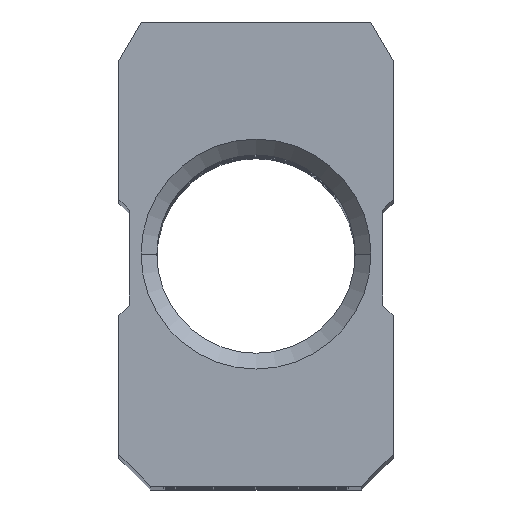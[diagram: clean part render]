
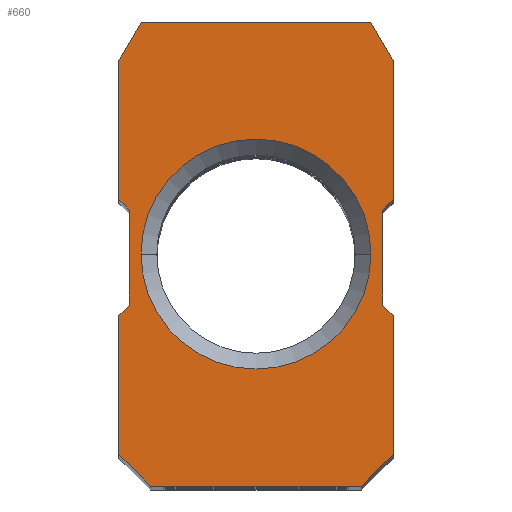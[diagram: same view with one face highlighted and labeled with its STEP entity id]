
A CAD part, top view. The second image highlights one B-rep face of the part: STEP entity #660.
In plain terms, the highlighted planar face has unit normal (0, 0, 1).
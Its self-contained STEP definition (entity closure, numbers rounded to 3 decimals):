
#4 = FACE_BOUND ( 'NONE', #1886, .T. ) ;
#9 = LINE ( 'NONE', #3066, #94 ) ;
#21 = EDGE_CURVE ( 'NONE', #729, #3073, #1179, .T. ) ;
#23 = VERTEX_POINT ( 'NONE', #1407 ) ;
#58 = CARTESIAN_POINT ( 'NONE',  ( -13., 40.326, 0. ) ) ;
#94 = VECTOR ( 'NONE', #567, 1000. ) ;
#108 = CARTESIAN_POINT ( 'NONE',  ( -12., 17.163, 0. ) ) ;
#115 = ORIENTED_EDGE ( 'NONE', *, *, #1655, .T. ) ;
#161 = VECTOR ( 'NONE', #1549, 1000. ) ;
#225 = CARTESIAN_POINT ( 'NONE',  ( -13., 44., 0. ) ) ;
#271 = ORIENTED_EDGE ( 'NONE', *, *, #3018, .T. ) ;
#277 = VERTEX_POINT ( 'NONE', #58 ) ;
#278 = EDGE_CURVE ( 'NONE', #277, #1580, #9, .T. ) ;
#328 = VECTOR ( 'NONE', #1383, 1000. ) ;
#369 = CARTESIAN_POINT ( 'NONE',  ( 13., 16.163, 0. ) ) ;
#387 = LINE ( 'NONE', #2370, #2271 ) ;
#399 = AXIS2_PLACEMENT_3D ( 'NONE', #3138, #407, #691 ) ;
#407 = DIRECTION ( 'NONE',  ( 0., 0., 1. ) ) ;
#415 = CARTESIAN_POINT ( 'NONE',  ( 0., 22., 0. ) ) ;
#416 = EDGE_CURVE ( 'NONE', #1950, #277, #2322, .T. ) ;
#420 = VERTEX_POINT ( 'NONE', #952 ) ;
#433 = LINE ( 'NONE', #2764, #1613 ) ;
#493 = DIRECTION ( 'NONE',  ( 0., -1., 0. ) ) ;
#546 = CARTESIAN_POINT ( 'NONE',  ( 12., 26.163, 0. ) ) ;
#551 = CARTESIAN_POINT ( 'NONE',  ( 12., 26.163, 0. ) ) ;
#565 = VERTEX_POINT ( 'NONE', #1543 ) ;
#567 = DIRECTION ( 'NONE',  ( 0., -1., 0. ) ) ;
#602 = ORIENTED_EDGE ( 'NONE', *, *, #2401, .F. ) ;
#618 = VECTOR ( 'NONE', #1123, 1000. ) ;
#644 = CARTESIAN_POINT ( 'NONE',  ( -10., 0., 0. ) ) ;
#655 = VERTEX_POINT ( 'NONE', #3108 ) ;
#660 = ADVANCED_FACE ( 'NONE', ( #4, #906 ), #1937, .T. ) ;
#691 = DIRECTION ( 'NONE',  ( 1., 0., 0. ) ) ;
#720 = CARTESIAN_POINT ( 'NONE',  ( 10.9, 22., 0. ) ) ;
#729 = VERTEX_POINT ( 'NONE', #1252 ) ;
#809 = DIRECTION ( 'NONE',  ( 1., 0., 0. ) ) ;
#846 = DIRECTION ( 'NONE',  ( -0.707, 0.707, 0. ) ) ;
#859 = CARTESIAN_POINT ( 'NONE',  ( -13., 27.163, 0. ) ) ;
#870 = VECTOR ( 'NONE', #1023, 1000. ) ;
#906 = FACE_OUTER_BOUND ( 'NONE', #2486, .T. ) ;
#909 = ORIENTED_EDGE ( 'NONE', *, *, #1898, .T. ) ;
#920 = EDGE_CURVE ( 'NONE', #1864, #729, #2073, .T. ) ;
#952 = CARTESIAN_POINT ( 'NONE',  ( -13., 3., 0. ) ) ;
#1023 = DIRECTION ( 'NONE',  ( -0.5, 0.866, 0. ) ) ;
#1090 = EDGE_CURVE ( 'NONE', #2944, #565, #1129, .T. ) ;
#1123 = DIRECTION ( 'NONE',  ( 0., -1., 0. ) ) ;
#1129 = CIRCLE ( 'NONE', #1189, 10.9 ) ;
#1154 = CARTESIAN_POINT ( 'NONE',  ( 13., 27.163, 0. ) ) ;
#1161 = DIRECTION ( 'NONE',  ( 0.707, 0.707, 0. ) ) ;
#1179 = LINE ( 'NONE', #2891, #2743 ) ;
#1189 = AXIS2_PLACEMENT_3D ( 'NONE', #415, #2139, #1372 ) ;
#1232 = LINE ( 'NONE', #3086, #618 ) ;
#1252 = CARTESIAN_POINT ( 'NONE',  ( 12., 17.163, 0. ) ) ;
#1281 = VERTEX_POINT ( 'NONE', #644 ) ;
#1286 = VECTOR ( 'NONE', #1568, 1000. ) ;
#1289 = LINE ( 'NONE', #2624, #870 ) ;
#1315 = ORIENTED_EDGE ( 'NONE', *, *, #1346, .T. ) ;
#1343 = LINE ( 'NONE', #1914, #1743 ) ;
#1346 = EDGE_CURVE ( 'NONE', #2451, #23, #1289, .T. ) ;
#1357 = CARTESIAN_POINT ( 'NONE',  ( 13., 40.326, 0. ) ) ;
#1372 = DIRECTION ( 'NONE',  ( 1., 0., 0. ) ) ;
#1383 = DIRECTION ( 'NONE',  ( 0., 1., 0. ) ) ;
#1389 = VERTEX_POINT ( 'NONE', #2240 ) ;
#1407 = CARTESIAN_POINT ( 'NONE',  ( 10.879, 44., 0. ) ) ;
#1411 = DIRECTION ( 'NONE',  ( 0.707, -0.707, 0. ) ) ;
#1433 = ORIENTED_EDGE ( 'NONE', *, *, #21, .F. ) ;
#1455 = EDGE_CURVE ( 'NONE', #2451, #3209, #3028, .T. ) ;
#1482 = DIRECTION ( 'NONE',  ( 0., 0., -1. ) ) ;
#1543 = CARTESIAN_POINT ( 'NONE',  ( -10.9, 22., 0. ) ) ;
#1549 = DIRECTION ( 'NONE',  ( 0., -1., 0. ) ) ;
#1557 = ORIENTED_EDGE ( 'NONE', *, *, #2970, .T. ) ;
#1568 = DIRECTION ( 'NONE',  ( 0., -1., 0. ) ) ;
#1580 = VERTEX_POINT ( 'NONE', #859 ) ;
#1581 = VECTOR ( 'NONE', #3163, 1000. ) ;
#1607 = ORIENTED_EDGE ( 'NONE', *, *, #2868, .F. ) ;
#1613 = VECTOR ( 'NONE', #3016, 1000. ) ;
#1624 = CARTESIAN_POINT ( 'NONE',  ( -21.419, 35.581, 0. ) ) ;
#1630 = ORIENTED_EDGE ( 'NONE', *, *, #3191, .F. ) ;
#1640 = LINE ( 'NONE', #3041, #1840 ) ;
#1655 = EDGE_CURVE ( 'NONE', #420, #1281, #387, .T. ) ;
#1714 = EDGE_CURVE ( 'NONE', #565, #2944, #2381, .T. ) ;
#1743 = VECTOR ( 'NONE', #2123, 1000. ) ;
#1755 = CARTESIAN_POINT ( 'NONE',  ( -10.879, 44., 0. ) ) ;
#1758 = ORIENTED_EDGE ( 'NONE', *, *, #416, .T. ) ;
#1796 = CARTESIAN_POINT ( 'NONE',  ( -12., 26.163, 0. ) ) ;
#1840 = VECTOR ( 'NONE', #809, 1000. ) ;
#1846 = ORIENTED_EDGE ( 'NONE', *, *, #278, .T. ) ;
#1864 = VERTEX_POINT ( 'NONE', #546 ) ;
#1886 = EDGE_LOOP ( 'NONE', ( #2362, #2175 ) ) ;
#1898 = EDGE_CURVE ( 'NONE', #1281, #1389, #1640, .T. ) ;
#1914 = CARTESIAN_POINT ( 'NONE',  ( 8.419, 22.581, 0. ) ) ;
#1937 = PLANE ( 'NONE',  #399 ) ;
#1950 = VERTEX_POINT ( 'NONE', #1755 ) ;
#2047 = CARTESIAN_POINT ( 'NONE',  ( -13., 16.163, 0. ) ) ;
#2073 = LINE ( 'NONE', #551, #161 ) ;
#2079 = CARTESIAN_POINT ( 'NONE',  ( -13., 44., 0. ) ) ;
#2117 = AXIS2_PLACEMENT_3D ( 'NONE', #2250, #1482, #2515 ) ;
#2123 = DIRECTION ( 'NONE',  ( -0.707, -0.707, 0. ) ) ;
#2139 = DIRECTION ( 'NONE',  ( 0., 0., -1. ) ) ;
#2144 = LINE ( 'NONE', #1624, #2988 ) ;
#2151 = LINE ( 'NONE', #225, #3105 ) ;
#2159 = CARTESIAN_POINT ( 'NONE',  ( 0.919, 30.081, 0. ) ) ;
#2168 = EDGE_CURVE ( 'NONE', #2619, #1580, #2144, .T. ) ;
#2175 = ORIENTED_EDGE ( 'NONE', *, *, #1714, .T. ) ;
#2240 = CARTESIAN_POINT ( 'NONE',  ( 10., 0., 0. ) ) ;
#2250 = CARTESIAN_POINT ( 'NONE',  ( 0., 22., 0. ) ) ;
#2271 = VECTOR ( 'NONE', #1411, 1000. ) ;
#2322 = LINE ( 'NONE', #2964, #1581 ) ;
#2341 = DIRECTION ( 'NONE',  ( 1., 0., 0. ) ) ;
#2362 = ORIENTED_EDGE ( 'NONE', *, *, #1090, .T. ) ;
#2369 = CARTESIAN_POINT ( 'NONE',  ( -12., 17.163, 0. ) ) ;
#2370 = CARTESIAN_POINT ( 'NONE',  ( -33.5, 23.5, 0. ) ) ;
#2381 = CIRCLE ( 'NONE', #2117, 10.9 ) ;
#2387 = LINE ( 'NONE', #2369, #328 ) ;
#2401 = EDGE_CURVE ( 'NONE', #1950, #23, #2551, .T. ) ;
#2451 = VERTEX_POINT ( 'NONE', #1357 ) ;
#2467 = VECTOR ( 'NONE', #2341, 1000. ) ;
#2486 = EDGE_LOOP ( 'NONE', ( #2510, #1315, #602, #1758, #1846, #3151, #3130, #1607, #1557, #115, #909, #271, #2880, #1433, #2802, #1630 ) ) ;
#2510 = ORIENTED_EDGE ( 'NONE', *, *, #1455, .F. ) ;
#2515 = DIRECTION ( 'NONE',  ( 1., 0., 0. ) ) ;
#2551 = LINE ( 'NONE', #2079, #2467 ) ;
#2556 = CARTESIAN_POINT ( 'NONE',  ( 13., 44., 0. ) ) ;
#2619 = VERTEX_POINT ( 'NONE', #1796 ) ;
#2624 = CARTESIAN_POINT ( 'NONE',  ( 4.909, 54.34, 0. ) ) ;
#2629 = DIRECTION ( 'NONE',  ( 0.707, -0.707, 0. ) ) ;
#2634 = VERTEX_POINT ( 'NONE', #2047 ) ;
#2743 = VECTOR ( 'NONE', #2629, 1000. ) ;
#2753 = EDGE_CURVE ( 'NONE', #3136, #2619, #2387, .T. ) ;
#2764 = CARTESIAN_POINT ( 'NONE',  ( 20.5, 10.5, 0. ) ) ;
#2802 = ORIENTED_EDGE ( 'NONE', *, *, #920, .F. ) ;
#2868 = EDGE_CURVE ( 'NONE', #2634, #3136, #2877, .T. ) ;
#2877 = LINE ( 'NONE', #2159, #3180 ) ;
#2880 = ORIENTED_EDGE ( 'NONE', *, *, #3195, .F. ) ;
#2891 = CARTESIAN_POINT ( 'NONE',  ( -13.919, 43.081, 0. ) ) ;
#2944 = VERTEX_POINT ( 'NONE', #720 ) ;
#2964 = CARTESIAN_POINT ( 'NONE',  ( -11.409, 43.081, 0. ) ) ;
#2970 = EDGE_CURVE ( 'NONE', #2634, #420, #2151, .T. ) ;
#2988 = VECTOR ( 'NONE', #846, 1000. ) ;
#3016 = DIRECTION ( 'NONE',  ( 0.707, 0.707, 0. ) ) ;
#3018 = EDGE_CURVE ( 'NONE', #1389, #655, #433, .T. ) ;
#3028 = LINE ( 'NONE', #2556, #1286 ) ;
#3041 = CARTESIAN_POINT ( 'NONE',  ( -13., 0., 0. ) ) ;
#3066 = CARTESIAN_POINT ( 'NONE',  ( -13., 44., 0. ) ) ;
#3073 = VERTEX_POINT ( 'NONE', #369 ) ;
#3086 = CARTESIAN_POINT ( 'NONE',  ( 13., 44., 0. ) ) ;
#3105 = VECTOR ( 'NONE', #493, 1000. ) ;
#3108 = CARTESIAN_POINT ( 'NONE',  ( 13., 3., 0. ) ) ;
#3130 = ORIENTED_EDGE ( 'NONE', *, *, #2753, .F. ) ;
#3136 = VERTEX_POINT ( 'NONE', #108 ) ;
#3138 = CARTESIAN_POINT ( 'NONE',  ( -13., 44., 0. ) ) ;
#3151 = ORIENTED_EDGE ( 'NONE', *, *, #2168, .F. ) ;
#3163 = DIRECTION ( 'NONE',  ( -0.5, -0.866, 0. ) ) ;
#3180 = VECTOR ( 'NONE', #1161, 1000. ) ;
#3191 = EDGE_CURVE ( 'NONE', #3209, #1864, #1343, .T. ) ;
#3195 = EDGE_CURVE ( 'NONE', #3073, #655, #1232, .T. ) ;
#3209 = VERTEX_POINT ( 'NONE', #1154 ) ;
